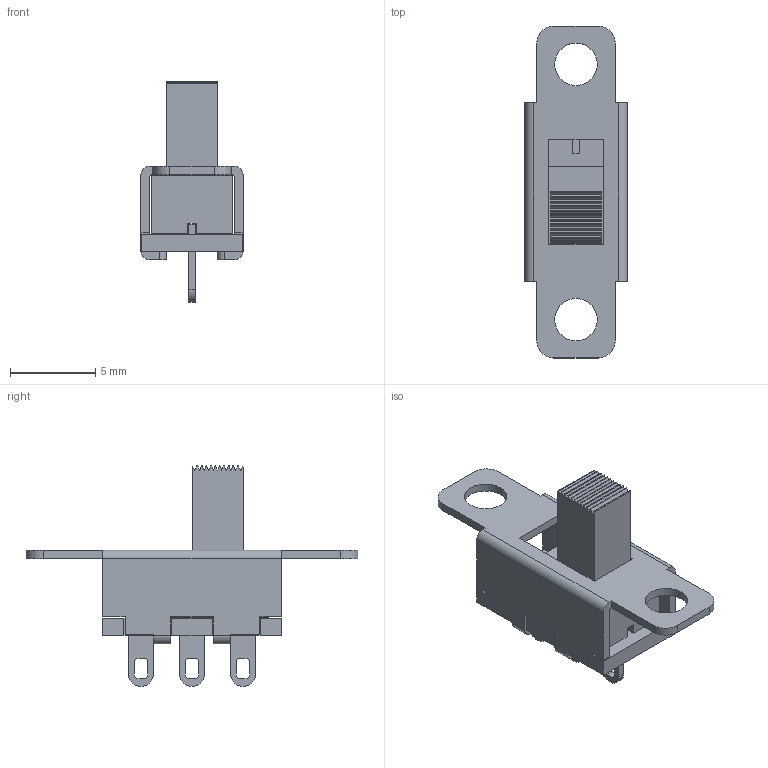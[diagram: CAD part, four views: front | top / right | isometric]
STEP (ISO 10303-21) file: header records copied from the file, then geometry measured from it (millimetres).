
FILE_DESCRIPTION(('FreeCAD Model'),'2;1');
FILE_NAME('Open CASCADE Shape Model','2024-02-03T06:55:22',(''),(''), 'Open CASCADE STEP processor 7.6','FreeCAD','Unknown');
FILE_SCHEMA(('AUTOMOTIVE_DESIGN { 1 0 10303 214 1 1 1 1 }'));
Length unit declared in the file: millimetre
Products named in the file (7): switch_SS12F15G5; metal_sw; boad_sw; move_sw; pin_sw; pin_sw001; pin_sw002
Assembly tree (6 placements, depth 2):
  switch_SS12F15G5
    metal_sw
    boad_sw
    move_sw
    pin_sw
    pin_sw001
    pin_sw002
Bounding box: 6 x 19.5 x 12.96 mm (x, y, z)
Volume: 289.3 mm3; surface area: 794.1 mm2
Topology: 6 solids, 6 shells, 192 faces, 537 edges, 358 vertices
Faces by surface type: plane 139, cylinder 53
Full cylindrical faces by diameter (mm): 2.5 x2
Entity records: 6283 total; most frequent: CARTESIAN_POINT 1094, ORIENTED_EDGE 1074, DIRECTION 1045, EDGE_CURVE 537, LINE 427, VECTOR 427, VERTEX_POINT 358, AXIS2_PLACEMENT_3D 309
